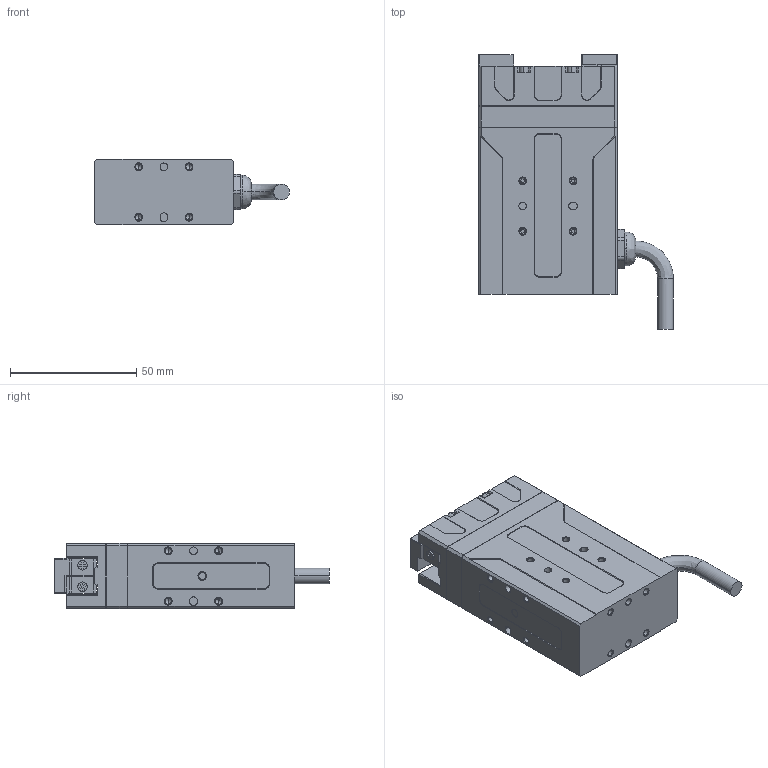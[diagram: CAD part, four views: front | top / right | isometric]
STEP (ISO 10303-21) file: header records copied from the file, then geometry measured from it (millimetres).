
FILE_DESCRIPTION (( 'STEP AP214' ), '1' );
FILE_NAME ('PGE5-20201117.STEP', '2020-11-17T02:34:33', ( 'Windows User' ), ( 'P R C' ), 'SwSTEP 2.0', 'SolidWorks 2016', '' );
FILE_SCHEMA (( 'AUTOMOTIVE_DESIGN' ));
Length unit declared in the file: millimetre
Products named in the file (3): PGE5-20201117; BODY; FINGER
Assembly tree (3 placements, depth 2):
  PGE5-20201117
    BODY
    FINGER  x2
Bounding box: 77.31 x 108.85 x 26 mm (x, y, z)
Volume: 127398.7 mm3; surface area: 26312.5 mm2
Topology: 3 solids, 9 shells, 707 faces, 1734 edges, 1080 vertices
Faces by surface type: plane 368, cylinder 179, cone 148, bspline 12
Entity records: 25065 total; most frequent: CARTESIAN_POINT 3410, DIRECTION 3172, ORIENTED_EDGE 3006, EDGE_CURVE 1503, AXIS2_PLACEMENT_3D 1084, LINE 1004, VECTOR 1004, VERTEX_POINT 946
